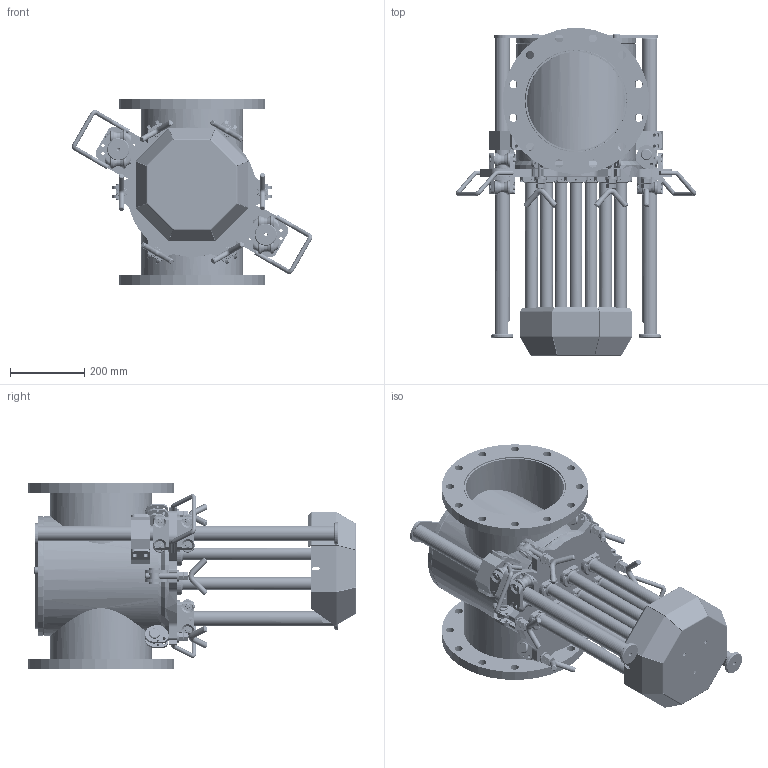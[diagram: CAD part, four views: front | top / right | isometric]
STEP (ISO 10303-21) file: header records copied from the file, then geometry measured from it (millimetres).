
FILE_DESCRIPTION(/* description */ (''),/* implementation_level */ '2;1');
FILE_NAME(/* name */ 'SSFNP25038 C.stp',/* time_stamp */ '2019-05-21T10:36:03+02:00',/* author */ ('cr'),/* organization */ (''),/* preprocessor_version */ 'ST-DEVELOPER v17.2',/* originating_system */ 'Autodesk Inventor 2019',/* authorisation */ '');
FILE_SCHEMA (('AUTOMOTIVE_DESIGN { 1 0 10303 214 3 1 1 }'));
Products named in the file (1): Part2
Bounding box: 648.62 x 884.89 x 500 mm (x, y, z)
Volume: 14539846.4 mm3; surface area: 4240674.1 mm2
Topology: 37 solids, 77 shells, 3483 faces, 10056 edges, 6859 vertices
Faces by surface type: plane 1279, cylinder 1110, cone 467, torus 465, sphere 116, bspline 46
Full cylindrical faces by diameter (mm): 1.5 x14, 1.7 x32, 4.134 x7, 4.917 x21, 5 x7, 6 x21, 6.5 x21, 6.6 x12, 6.75 x2, 7 x7, 8 x15, 8.376 x18, 8.5 x24, 10 x22, 10.5 x16, 10.917 x4, 11 x2, 12 x63, 12.3 x16, 13 x12, 13.5 x8, 15 x12, 16 x18, 17 x6, 17.12 x32, 19 x7, 20 x18, 22 x24, 22.88 x32, 25.8 x8
Entity records: 136053 total; most frequent: CARTESIAN_POINT 38345, DIRECTION 20295, ORIENTED_EDGE 19614, EDGE_CURVE 9807, AXIS2_PLACEMENT_3D 8608, VERTEX_POINT 6875, CIRCLE 5156, EDGE_LOOP 4514
